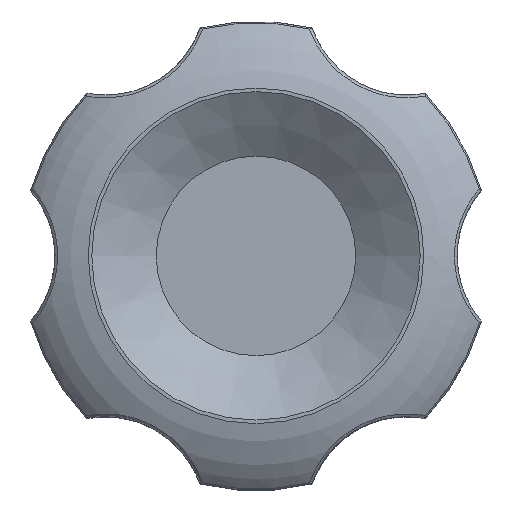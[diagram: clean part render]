
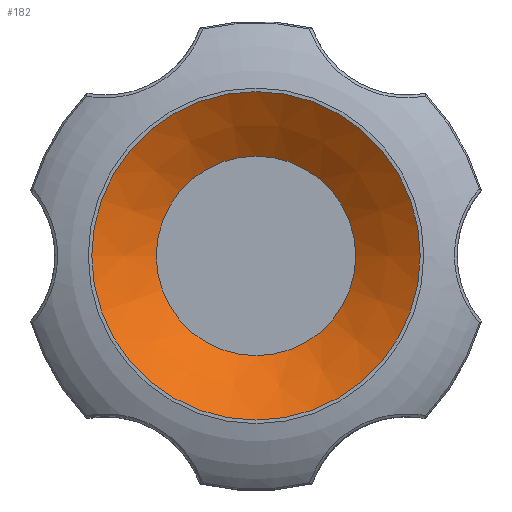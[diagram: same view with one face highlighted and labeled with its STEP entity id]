
A CAD part, top view. The second image highlights one B-rep face of the part: STEP entity #182.
In plain terms, the highlighted conical face has half-angle 55.359 degrees and reference radius 7 mm.
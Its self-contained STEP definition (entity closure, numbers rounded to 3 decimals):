
#182 = ADVANCED_FACE( '', ( #379, #380 ), #381, .F. );
#379 = FACE_BOUND( '', #3004, .T. );
#380 = FACE_OUTER_BOUND( '', #3005, .T. );
#381 = CONICAL_SURFACE( '', #3006, 7., 0.966 );
#3004 = EDGE_LOOP( '', ( #3432 ) );
#3005 = EDGE_LOOP( '', ( #3433 ) );
#3006 = AXIS2_PLACEMENT_3D( '', #3434, #3435, #3436 );
#3432 = ORIENTED_EDGE( '', *, *, #3525, .F. );
#3433 = ORIENTED_EDGE( '', *, *, #3650, .T. );
#3434 = CARTESIAN_POINT( '', ( 0., 0., 20. ) );
#3435 = DIRECTION( '', ( 0., 0., 1. ) );
#3436 = DIRECTION( '', ( 1., 0., 0. ) );
#3525 = EDGE_CURVE( '', #3739, #3739, #3740, .T. );
#3650 = EDGE_CURVE( '', #3925, #3925, #3926, .T. );
#3739 = VERTEX_POINT( '', #4537 );
#3740 = CIRCLE( '', #4538, 4.25 );
#3925 = VERTEX_POINT( '', #6192 );
#3926 = CIRCLE( '', #6193, 7. );
#4537 = CARTESIAN_POINT( '', ( 4.25, 0., 18.1 ) );
#4538 = AXIS2_PLACEMENT_3D( '', #6297, #6298, #6299 );
#6192 = CARTESIAN_POINT( '', ( 7., 0., 20. ) );
#6193 = AXIS2_PLACEMENT_3D( '', #6399, #6400, #6401 );
#6297 = CARTESIAN_POINT( '', ( 0., 0., 18.1 ) );
#6298 = DIRECTION( '', ( 0., 0., 1. ) );
#6299 = DIRECTION( '', ( 1., 0., 0. ) );
#6399 = CARTESIAN_POINT( '', ( 0., 0., 20. ) );
#6400 = DIRECTION( '', ( 0., 0., 1. ) );
#6401 = DIRECTION( '', ( 1., 0., 0. ) );
